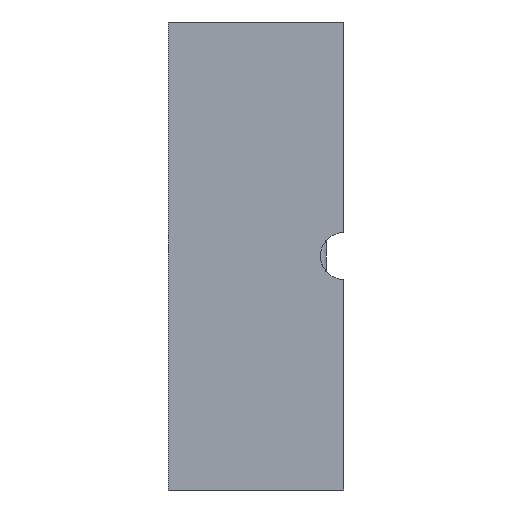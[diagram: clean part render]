
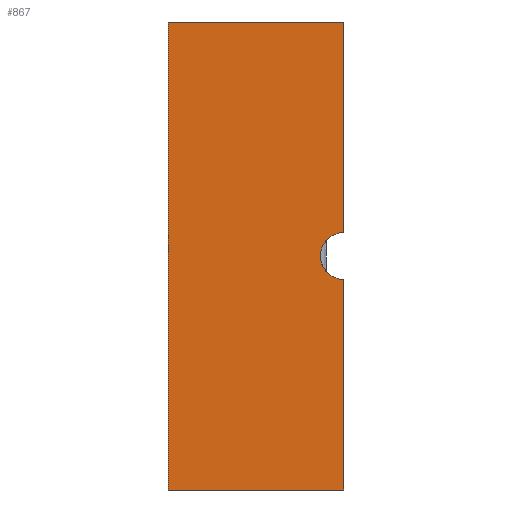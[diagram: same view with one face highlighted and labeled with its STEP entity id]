
A CAD part, left-side view. The second image highlights one B-rep face of the part: STEP entity #867.
In plain terms, the highlighted planar face has unit normal (-1, 0, 0).
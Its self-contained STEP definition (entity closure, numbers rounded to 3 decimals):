
#43=PLANE('',#934);
#90=FACE_OUTER_BOUND('',#138,.T.);
#138=EDGE_LOOP('',(#751,#752,#753,#754,#755,#756));
#175=CIRCLE('',#933,0.8);
#267=LINE('',#2792,#332);
#268=LINE('',#2794,#333);
#269=LINE('',#2796,#334);
#270=LINE('',#2798,#335);
#271=LINE('',#2799,#336);
#332=VECTOR('',#1112,10.);
#333=VECTOR('',#1113,10.);
#334=VECTOR('',#1114,10.);
#335=VECTOR('',#1115,10.);
#336=VECTOR('',#1116,10.);
#417=VERTEX_POINT('',#2783);
#419=VERTEX_POINT('',#2787);
#420=VERTEX_POINT('',#2791);
#421=VERTEX_POINT('',#2793);
#422=VERTEX_POINT('',#2795);
#423=VERTEX_POINT('',#2797);
#538=EDGE_CURVE('',#417,#419,#175,.T.);
#539=EDGE_CURVE('',#419,#420,#267,.T.);
#540=EDGE_CURVE('',#420,#421,#268,.T.);
#541=EDGE_CURVE('',#422,#421,#269,.T.);
#542=EDGE_CURVE('',#423,#422,#270,.T.);
#543=EDGE_CURVE('',#423,#417,#271,.T.);
#751=ORIENTED_EDGE('',*,*,#538,.T.);
#752=ORIENTED_EDGE('',*,*,#539,.T.);
#753=ORIENTED_EDGE('',*,*,#540,.T.);
#754=ORIENTED_EDGE('',*,*,#541,.F.);
#755=ORIENTED_EDGE('',*,*,#542,.F.);
#756=ORIENTED_EDGE('',*,*,#543,.T.);
#867=ADVANCED_FACE('',(#90),#43,.T.);
#933=AXIS2_PLACEMENT_3D('',#2789,#1108,#1109);
#934=AXIS2_PLACEMENT_3D('',#2790,#1110,#1111);
#1108=DIRECTION('center_axis',(1.,0.,0.));
#1109=DIRECTION('ref_axis',(0.,0.,-1.));
#1110=DIRECTION('center_axis',(-1.,0.,0.));
#1111=DIRECTION('ref_axis',(0.,0.,1.));
#1112=DIRECTION('',(0.,0.,1.));
#1113=DIRECTION('',(0.,1.,0.));
#1114=DIRECTION('',(0.,0.,1.));
#1115=DIRECTION('',(0.,1.,0.));
#1116=DIRECTION('',(0.,0.,1.));
#2783=CARTESIAN_POINT('',(-20.,0.,-0.8));
#2787=CARTESIAN_POINT('',(-20.,0.,0.8));
#2789=CARTESIAN_POINT('Origin',(-20.,0.,0.));
#2790=CARTESIAN_POINT('Origin',(-20.,0.,-8.));
#2791=CARTESIAN_POINT('',(-20.,0.,8.));
#2792=CARTESIAN_POINT('',(-20.,0.,-8.));
#2793=CARTESIAN_POINT('',(-20.,6.,8.));
#2794=CARTESIAN_POINT('',(-20.,0.,8.));
#2795=CARTESIAN_POINT('',(-20.,6.,-8.));
#2796=CARTESIAN_POINT('',(-20.,6.,-8.));
#2797=CARTESIAN_POINT('',(-20.,0.,-8.));
#2798=CARTESIAN_POINT('',(-20.,0.,-8.));
#2799=CARTESIAN_POINT('',(-20.,0.,-8.));
